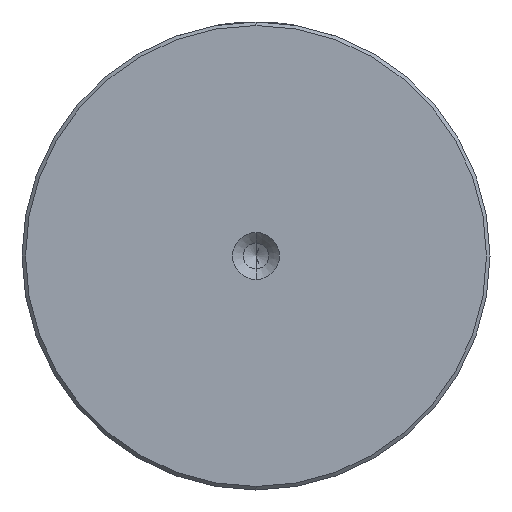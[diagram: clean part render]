
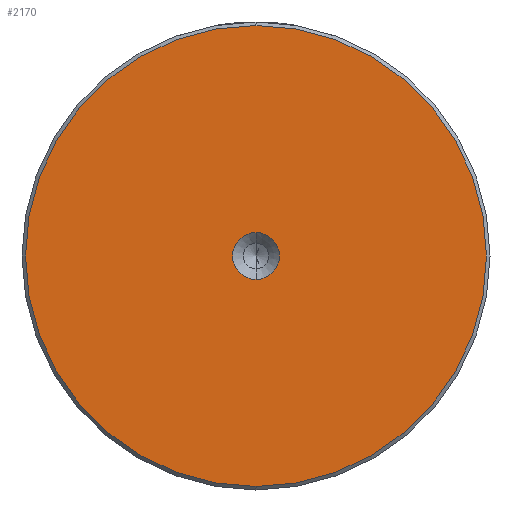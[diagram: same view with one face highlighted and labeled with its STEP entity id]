
A CAD part, left-side view. The second image highlights one B-rep face of the part: STEP entity #2170.
In plain terms, the highlighted planar face has unit normal (-1, 0, 0).
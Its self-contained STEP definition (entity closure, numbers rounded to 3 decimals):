
#72 = CARTESIAN_POINT ( 'NONE',  ( 0., 0., 0. ) ) ;
#112 = VERTEX_POINT ( 'NONE', #1913 ) ;
#283 = DIRECTION ( 'NONE',  ( 0., 0., 1. ) ) ;
#327 = FACE_OUTER_BOUND ( 'NONE', #2522, .T. ) ;
#340 = AXIS2_PLACEMENT_3D ( 'NONE', #1663, #497, #1861 ) ;
#365 = DIRECTION ( 'NONE',  ( -1., 0., 0. ) ) ;
#384 = AXIS2_PLACEMENT_3D ( 'NONE', #2037, #865, #2229 ) ;
#497 = DIRECTION ( 'NONE',  ( -1., 0., 0. ) ) ;
#518 = AXIS2_PLACEMENT_3D ( 'NONE', #1513, #365, #1713 ) ;
#608 = ORIENTED_EDGE ( 'NONE', *, *, #2027, .F. ) ;
#679 = EDGE_CURVE ( 'NONE', #2231, #841, #1002, .T. ) ;
#706 = VERTEX_POINT ( 'NONE', #2435 ) ;
#830 = FACE_BOUND ( 'NONE', #2217, .T. ) ;
#841 = VERTEX_POINT ( 'NONE', #1971 ) ;
#865 = DIRECTION ( 'NONE',  ( -1., 0., 0. ) ) ;
#866 = CIRCLE ( 'NONE', #340, 32.5 ) ;
#1002 = CIRCLE ( 'NONE', #2274, 3.3 ) ;
#1128 = PLANE ( 'NONE',  #518 ) ;
#1145 = CARTESIAN_POINT ( 'NONE',  ( 0., 0., 0. ) ) ;
#1213 = ORIENTED_EDGE ( 'NONE', *, *, #679, .F. ) ;
#1225 = CIRCLE ( 'NONE', #384, 32.5 ) ;
#1263 = ORIENTED_EDGE ( 'NONE', *, *, #2429, .T. ) ;
#1409 = EDGE_CURVE ( 'NONE', #706, #112, #1225, .T. ) ;
#1424 = ORIENTED_EDGE ( 'NONE', *, *, #1409, .T. ) ;
#1434 = DIRECTION ( 'NONE',  ( -1., 0., 0. ) ) ;
#1457 = AXIS2_PLACEMENT_3D ( 'NONE', #72, #1434, #283 ) ;
#1513 = CARTESIAN_POINT ( 'NONE',  ( 0., 0., 0. ) ) ;
#1535 = CIRCLE ( 'NONE', #1457, 3.3 ) ;
#1611 = CARTESIAN_POINT ( 'NONE',  ( 0., 0., 3.3 ) ) ;
#1663 = CARTESIAN_POINT ( 'NONE',  ( 0., 0., 0. ) ) ;
#1713 = DIRECTION ( 'NONE',  ( 0., 0., 1. ) ) ;
#1861 = DIRECTION ( 'NONE',  ( 0., 0., 1. ) ) ;
#1913 = CARTESIAN_POINT ( 'NONE',  ( 0., 0., -32.5 ) ) ;
#1971 = CARTESIAN_POINT ( 'NONE',  ( 0., 0., -3.3 ) ) ;
#2027 = EDGE_CURVE ( 'NONE', #841, #2231, #1535, .T. ) ;
#2037 = CARTESIAN_POINT ( 'NONE',  ( 0., 0., 0. ) ) ;
#2106 = DIRECTION ( 'NONE',  ( -1., 0., 0. ) ) ;
#2170 = ADVANCED_FACE ( 'NONE', ( #327, #830 ), #1128, .T. ) ;
#2217 = EDGE_LOOP ( 'NONE', ( #1213, #608 ) ) ;
#2229 = DIRECTION ( 'NONE',  ( 0., 0., 1. ) ) ;
#2231 = VERTEX_POINT ( 'NONE', #1611 ) ;
#2274 = AXIS2_PLACEMENT_3D ( 'NONE', #1145, #2106, #2509 ) ;
#2429 = EDGE_CURVE ( 'NONE', #112, #706, #866, .T. ) ;
#2435 = CARTESIAN_POINT ( 'NONE',  ( 0., 0., 32.5 ) ) ;
#2509 = DIRECTION ( 'NONE',  ( 0., 0., 1. ) ) ;
#2522 = EDGE_LOOP ( 'NONE', ( #1263, #1424 ) ) ;
